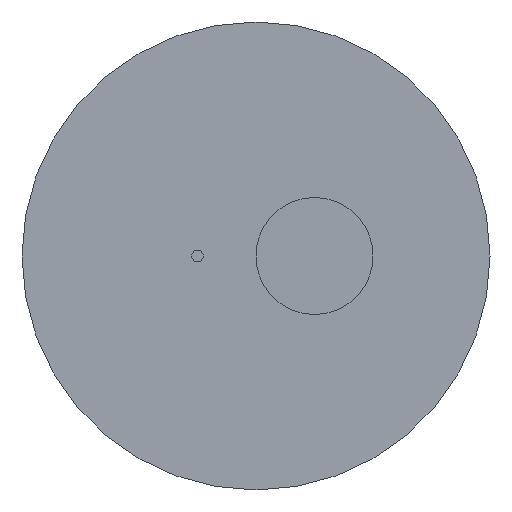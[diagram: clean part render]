
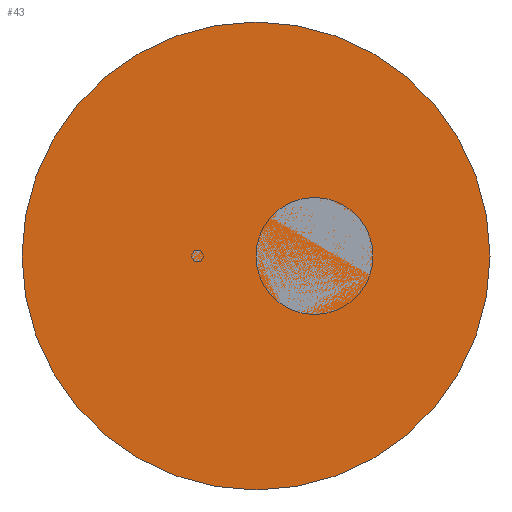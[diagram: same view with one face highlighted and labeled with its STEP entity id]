
A CAD part, top view. The second image highlights one B-rep face of the part: STEP entity #43.
In plain terms, the highlighted planar face has unit normal (0, 0, 1).
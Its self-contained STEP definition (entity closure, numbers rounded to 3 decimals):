
#43 = ADVANCED_FACE('',(#44),#57,.T.);
#44 = FACE_BOUND('',#45,.T.);
#45 = EDGE_LOOP('',(#46));
#46 = ORIENTED_EDGE('',*,*,#47,.T.);
#47 = EDGE_CURVE('',#48,#48,#50,.T.);
#48 = VERTEX_POINT('',#49);
#49 = CARTESIAN_POINT('',(40.,0.,0.));
#50 = SURFACE_CURVE('',#51,(#56),.PCURVE_S1.);
#51 = CIRCLE('',#52,40.);
#52 = AXIS2_PLACEMENT_3D('',#53,#54,#55);
#53 = CARTESIAN_POINT('',(0.,0.,0.));
#54 = DIRECTION('',(0.,0.,1.));
#55 = DIRECTION('',(1.,0.,-0.));
#56 = PCURVE('',#57,#62);
#57 = PLANE('',#58);
#58 = AXIS2_PLACEMENT_3D('',#59,#60,#61);
#59 = CARTESIAN_POINT('',(0.,0.,0.));
#60 = DIRECTION('',(0.,0.,1.));
#61 = DIRECTION('',(1.,0.,-0.));
#62 = DEFINITIONAL_REPRESENTATION('',(#63),#67);
#63 = CIRCLE('',#64,40.);
#64 = AXIS2_PLACEMENT_2D('',#65,#66);
#65 = CARTESIAN_POINT('',(0.,0.));
#66 = DIRECTION('',(1.,0.));
#67 = ( GEOMETRIC_REPRESENTATION_CONTEXT(2) 
PARAMETRIC_REPRESENTATION_CONTEXT() REPRESENTATION_CONTEXT('2D SPACE',''
  ) );
